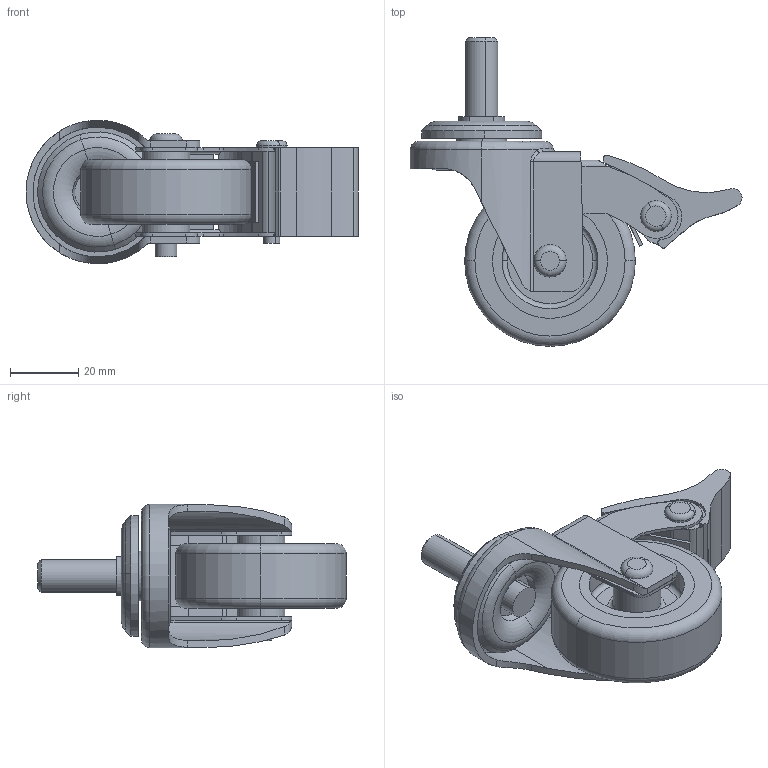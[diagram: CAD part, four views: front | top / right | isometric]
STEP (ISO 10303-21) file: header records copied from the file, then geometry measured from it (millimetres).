
FILE_DESCRIPTION (( 'STEP AP214' ), '1' );
FILE_NAME ('M8 Stem Mt 50mm Caster_Total Brake-40kg(00DCA-3200-001-00).step', '2023-08-23T13:04:06', ( '' ), ( '' ), 'SwSTEP 2.0', 'SolidWorks 2020', '' );
FILE_SCHEMA (( 'AUTOMOTIVE_DESIGN' ));
Length unit declared in the file: millimetre
Products named in the file (1): M8 Stem Mt 50mm Caster_Total Brake-40kg(00DCA-3200-001-00)
Bounding box: 97.23 x 90.4 x 42 mm (x, y, z)
Volume: 61951.9 mm3; surface area: 39903.4 mm2
Topology: 11 solids, 11 shells, 250 faces, 608 edges, 386 vertices
Faces by surface type: cylinder 127, plane 75, torus 32, cone 10, bspline 6
Entity records: 10723 total; most frequent: CARTESIAN_POINT 1767, DIRECTION 1369, ORIENTED_EDGE 1216, EDGE_CURVE 608, AXIS2_PLACEMENT_3D 560, VERTEX_POINT 386, CIRCLE 315, EDGE_LOOP 284
